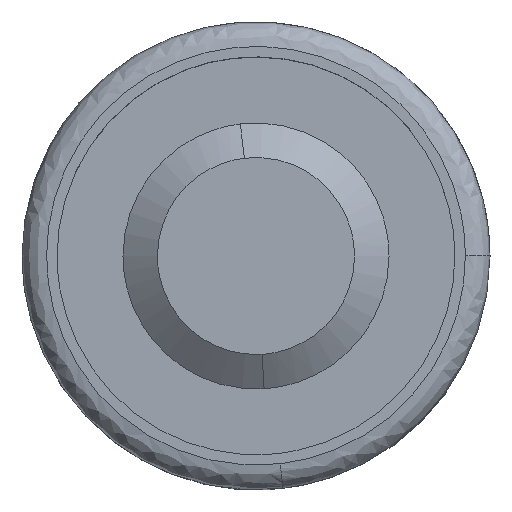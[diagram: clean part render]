
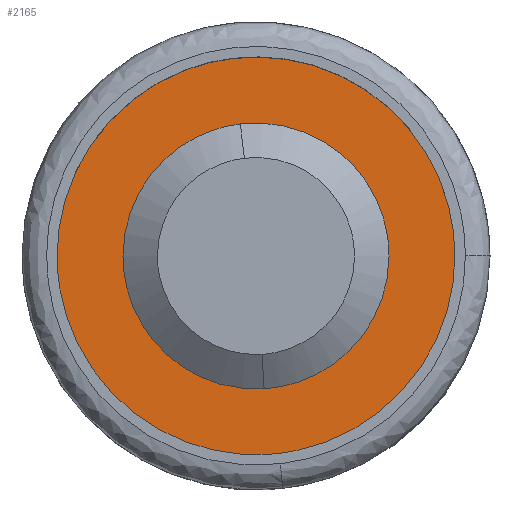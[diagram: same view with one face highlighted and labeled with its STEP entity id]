
A CAD part, top view. The second image highlights one B-rep face of the part: STEP entity #2165.
In plain terms, the highlighted free-form (B-spline) face has degree [1, 1] with [2, 2] control points.
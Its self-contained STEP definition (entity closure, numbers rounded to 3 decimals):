
#911=CARTESIAN_POINT('',(0.33,-5.39,8.5));
#912=VERTEX_POINT('',#911);
#918=CARTESIAN_POINT('',(5.4,0.0,8.5));
#919=VERTEX_POINT('',#918);
#920=CARTESIAN_POINT('',(5.4,0.0,8.5));
#921=CARTESIAN_POINT('',(5.4,-5.08,8.5));
#922=CARTESIAN_POINT('',(0.33,-5.39,8.5));
#930=(BOUNDED_CURVE()B_SPLINE_CURVE(2,(#920,#921,#922),.UNSPECIFIED.,.F.,.U.)B_SPLINE_CURVE_WITH_KNOTS((3,3),(0.5,0.739),.UNSPECIFIED.)CURVE()GEOMETRIC_REPRESENTATION_ITEM()RATIONAL_B_SPLINE_CURVE((1.0,0.72,0.976))REPRESENTATION_ITEM(''));
#931=EDGE_CURVE('',#919,#912,#930,.T.);
#933=CARTESIAN_POINT('',(-0.637,5.362,8.5));
#934=VERTEX_POINT('',#933);
#935=CARTESIAN_POINT('',(-0.637,5.362,8.5));
#936=CARTESIAN_POINT('',(-0.32,5.4,8.5));
#937=CARTESIAN_POINT('',(0.0,5.4,8.5));
#938=CARTESIAN_POINT('',(5.4,5.4,8.5));
#939=CARTESIAN_POINT('',(5.4,0.0,8.5));
#947=(BOUNDED_CURVE()B_SPLINE_CURVE(2,(#935,#936,#937,#938,#939),.UNSPECIFIED.,.F.,.U.)B_SPLINE_CURVE_WITH_KNOTS((3,2,3),(0.23,0.25,0.5),.UNSPECIFIED.)CURVE()GEOMETRIC_REPRESENTATION_ITEM()RATIONAL_B_SPLINE_CURVE((0.956,0.976,1.0,0.707,1.0))REPRESENTATION_ITEM(''));
#948=EDGE_CURVE('',#934,#919,#947,.T.);
#992=CARTESIAN_POINT('',(-5.4,0.0,8.5));
#993=VERTEX_POINT('',#992);
#994=CARTESIAN_POINT('',(-5.4,0.0,8.5));
#995=CARTESIAN_POINT('',(-5.4,4.796,8.5));
#996=CARTESIAN_POINT('',(-0.637,5.362,8.5));
#1004=(BOUNDED_CURVE()B_SPLINE_CURVE(2,(#994,#995,#996),.UNSPECIFIED.,.F.,.U.)B_SPLINE_CURVE_WITH_KNOTS((3,3),(0.0,0.23),.UNSPECIFIED.)CURVE()GEOMETRIC_REPRESENTATION_ITEM()RATIONAL_B_SPLINE_CURVE((1.0,0.731,0.956))REPRESENTATION_ITEM(''));
#1005=EDGE_CURVE('',#993,#934,#1004,.T.);
#1007=CARTESIAN_POINT('',(0.33,-5.39,8.5));
#1008=CARTESIAN_POINT('',(0.165,-5.4,8.5));
#1009=CARTESIAN_POINT('',(0.0,-5.4,8.5));
#1010=CARTESIAN_POINT('',(-5.4,-5.4,8.5));
#1011=CARTESIAN_POINT('',(-5.4,0.0,8.5));
#1019=(BOUNDED_CURVE()B_SPLINE_CURVE(2,(#1007,#1008,#1009,#1010,#1011),.UNSPECIFIED.,.F.,.U.)B_SPLINE_CURVE_WITH_KNOTS((3,2,3),(0.739,0.75,1.0),.UNSPECIFIED.)CURVE()GEOMETRIC_REPRESENTATION_ITEM()RATIONAL_B_SPLINE_CURVE((0.976,0.988,1.0,0.707,1.0))REPRESENTATION_ITEM(''));
#1020=EDGE_CURVE('',#912,#993,#1019,.T.);
#1063=CARTESIAN_POINT('',(-0.953,8.019,8.5));
#1064=VERTEX_POINT('',#1063);
#1065=CARTESIAN_POINT('',(8.075,0.0,8.5));
#1066=VERTEX_POINT('',#1065);
#1067=CARTESIAN_POINT('',(-0.953,8.019,8.5));
#1068=CARTESIAN_POINT('',(-0.478,8.075,8.5));
#1069=CARTESIAN_POINT('',(0.0,8.075,8.5));
#1070=CARTESIAN_POINT('',(8.075,8.075,8.5));
#1071=CARTESIAN_POINT('',(8.075,0.0,8.5));
#1079=(BOUNDED_CURVE()B_SPLINE_CURVE(2,(#1067,#1068,#1069,#1070,#1071),.UNSPECIFIED.,.F.,.U.)B_SPLINE_CURVE_WITH_KNOTS((3,2,3),(0.23,0.25,0.5),.UNSPECIFIED.)CURVE()GEOMETRIC_REPRESENTATION_ITEM()RATIONAL_B_SPLINE_CURVE((0.956,0.976,1.0,0.707,1.0))REPRESENTATION_ITEM(''));
#1080=EDGE_CURVE('',#1064,#1066,#1079,.T.);
#1082=CARTESIAN_POINT('',(0.493,-8.06,8.5));
#1083=VERTEX_POINT('',#1082);
#1084=CARTESIAN_POINT('',(8.075,0.0,8.5));
#1085=CARTESIAN_POINT('',(8.075,-7.596,8.5));
#1086=CARTESIAN_POINT('',(0.493,-8.06,8.5));
#1094=(BOUNDED_CURVE()B_SPLINE_CURVE(2,(#1084,#1085,#1086),.UNSPECIFIED.,.F.,.U.)B_SPLINE_CURVE_WITH_KNOTS((3,3),(0.5,0.739),.UNSPECIFIED.)CURVE()GEOMETRIC_REPRESENTATION_ITEM()RATIONAL_B_SPLINE_CURVE((1.0,0.72,0.976))REPRESENTATION_ITEM(''));
#1095=EDGE_CURVE('',#1066,#1083,#1094,.T.);
#1162=CARTESIAN_POINT('',(-8.075,0.0,8.5));
#1163=VERTEX_POINT('',#1162);
#1164=CARTESIAN_POINT('',(-8.075,0.0,8.5));
#1165=CARTESIAN_POINT('',(-8.075,7.172,8.5));
#1166=CARTESIAN_POINT('',(-0.953,8.019,8.5));
#1174=(BOUNDED_CURVE()B_SPLINE_CURVE(2,(#1164,#1165,#1166),.UNSPECIFIED.,.F.,.U.)B_SPLINE_CURVE_WITH_KNOTS((3,3),(0.0,0.23),.UNSPECIFIED.)CURVE()GEOMETRIC_REPRESENTATION_ITEM()RATIONAL_B_SPLINE_CURVE((1.0,0.731,0.956))REPRESENTATION_ITEM(''));
#1175=EDGE_CURVE('',#1163,#1064,#1174,.T.);
#1209=CARTESIAN_POINT('',(0.493,-8.06,8.5));
#1210=CARTESIAN_POINT('',(0.247,-8.075,8.5));
#1211=CARTESIAN_POINT('',(0.0,-8.075,8.5));
#1212=CARTESIAN_POINT('',(-8.075,-8.075,8.5));
#1213=CARTESIAN_POINT('',(-8.075,0.0,8.5));
#1221=(BOUNDED_CURVE()B_SPLINE_CURVE(2,(#1209,#1210,#1211,#1212,#1213),.UNSPECIFIED.,.F.,.U.)B_SPLINE_CURVE_WITH_KNOTS((3,2,3),(0.739,0.75,1.0),.UNSPECIFIED.)CURVE()GEOMETRIC_REPRESENTATION_ITEM()RATIONAL_B_SPLINE_CURVE((0.976,0.988,1.0,0.707,1.0))REPRESENTATION_ITEM(''));
#1222=EDGE_CURVE('',#1083,#1163,#1221,.T.);
#2148=CARTESIAN_POINT('',(8.882,-8.881,8.5));
#2149=CARTESIAN_POINT('',(-8.882,-8.881,8.5));
#2150=CARTESIAN_POINT('',(8.882,8.882,8.5));
#2151=CARTESIAN_POINT('',(-8.882,8.882,8.5));
#2152=B_SPLINE_SURFACE_WITH_KNOTS('',1,1,((#2148,#2150),(#2149,#2151)),.UNSPECIFIED.,.F.,.F.,.U.,(2,2),(2,2),(0.0,17.763),(0.0,17.763),.UNSPECIFIED.);
#2153=ORIENTED_EDGE('',*,*,#1222,.F.);
#2154=ORIENTED_EDGE('',*,*,#1095,.F.);
#2155=ORIENTED_EDGE('',*,*,#1080,.F.);
#2156=ORIENTED_EDGE('',*,*,#1175,.F.);
#2157=EDGE_LOOP('',(#2153,#2154,#2155,#2156));
#2158=FACE_OUTER_BOUND('',#2157,.T.);
#2159=ORIENTED_EDGE('',*,*,#931,.T.);
#2160=ORIENTED_EDGE('',*,*,#1020,.T.);
#2161=ORIENTED_EDGE('',*,*,#1005,.T.);
#2162=ORIENTED_EDGE('',*,*,#948,.T.);
#2163=EDGE_LOOP('',(#2159,#2160,#2161,#2162));
#2164=FACE_BOUND('',#2163,.T.);
#2165=ADVANCED_FACE('',(#2158,#2164),#2152,.F.);
